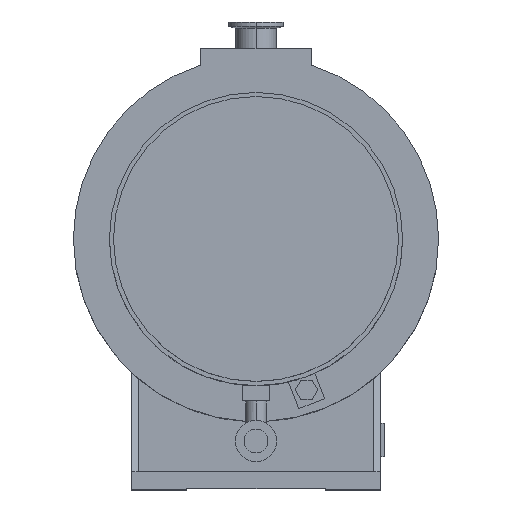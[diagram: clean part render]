
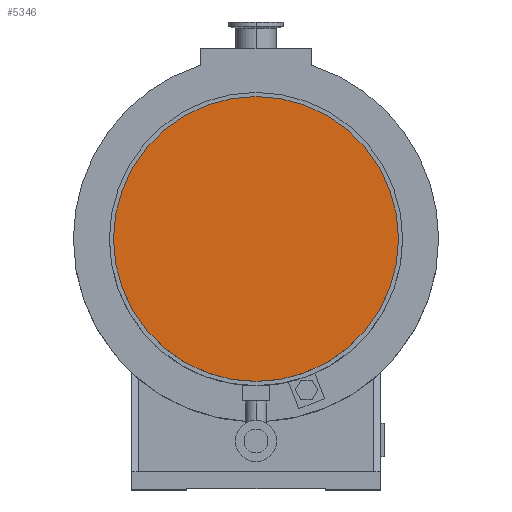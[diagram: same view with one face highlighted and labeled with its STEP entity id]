
A CAD part, top view. The second image highlights one B-rep face of the part: STEP entity #5346.
In plain terms, the highlighted planar face has unit normal (0, 0, 1).
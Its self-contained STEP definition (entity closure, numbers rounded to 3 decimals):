
#327 = EDGE_CURVE ( 'NONE', #7792, #3591, #1291, .T. ) ;
#627 = ORIENTED_EDGE ( 'NONE', *, *, #327, .T. ) ;
#1291 = CIRCLE ( 'NONE', #4386, 103. ) ;
#1938 = CARTESIAN_POINT ( 'NONE',  ( 0., 0., 91.6 ) ) ;
#2906 = CARTESIAN_POINT ( 'NONE',  ( -103., 0., 91.6 ) ) ;
#3369 = CIRCLE ( 'NONE', #5794, 103. ) ;
#3450 = CARTESIAN_POINT ( 'NONE',  ( 0., 0., 91.6 ) ) ;
#3591 = VERTEX_POINT ( 'NONE', #2906 ) ;
#3658 = CARTESIAN_POINT ( 'NONE',  ( 0., 0., 91.6 ) ) ;
#4005 = DIRECTION ( 'NONE',  ( 1., 0., 0. ) ) ;
#4369 = DIRECTION ( 'NONE',  ( 1., 0., 0. ) ) ;
#4386 = AXIS2_PLACEMENT_3D ( 'NONE', #1938, #6183, #4369 ) ;
#4708 = AXIS2_PLACEMENT_3D ( 'NONE', #3658, #5509, #5426 ) ;
#5266 = DIRECTION ( 'NONE',  ( 0., 0., 1. ) ) ;
#5346 = ADVANCED_FACE ( 'NONE', ( #7624 ), #6594, .T. ) ;
#5426 = DIRECTION ( 'NONE',  ( 1., 0., 0. ) ) ;
#5509 = DIRECTION ( 'NONE',  ( 0., 0., 1. ) ) ;
#5794 = AXIS2_PLACEMENT_3D ( 'NONE', #3450, #5266, #4005 ) ;
#6087 = CARTESIAN_POINT ( 'NONE',  ( 103., 0., 91.6 ) ) ;
#6183 = DIRECTION ( 'NONE',  ( 0., 0., 1. ) ) ;
#6594 = PLANE ( 'NONE',  #4708 ) ;
#6835 = ORIENTED_EDGE ( 'NONE', *, *, #7288, .T. ) ;
#7288 = EDGE_CURVE ( 'NONE', #3591, #7792, #3369, .T. ) ;
#7315 = EDGE_LOOP ( 'NONE', ( #6835, #627 ) ) ;
#7624 = FACE_OUTER_BOUND ( 'NONE', #7315, .T. ) ;
#7792 = VERTEX_POINT ( 'NONE', #6087 ) ;
